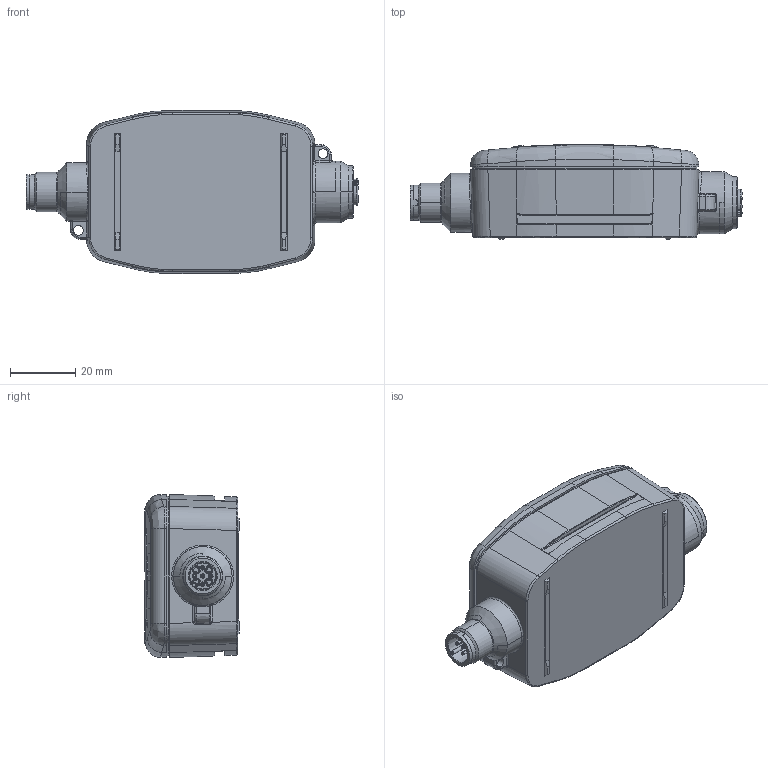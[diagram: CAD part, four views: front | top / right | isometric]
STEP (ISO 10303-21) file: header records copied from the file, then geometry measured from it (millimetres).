
FILE_DESCRIPTION((''),'2;1');
FILE_NAME('ASM0001_ASM','2015-09-24T',('Creinig-se'),(''),'PRO/ENGINEER BY PARAMETRIC TECHNOLOGY CORPORATION, 2013050','PRO/ENGINEER BY PARAMETRIC TECHNOLOGY CORPORATION, 2013050','');
FILE_SCHEMA(('CONFIG_CONTROL_DESIGN'));
Length unit declared in the file: millimetre
Products named in the file (5): DM_CAD-2170_ASM_1_SW0001; DM_CAD-2170_04D2P7; DM_CAD-2170_04D2Q0_LED; DM_CAD-2170_04D2P7_ASM; ASM0001_ASM
Assembly tree (4 placements, depth 3):
  ASM0001_ASM
    DM_CAD-2170_ASM_1_SW0001
    DM_CAD-2170_04D2P7_ASM
      DM_CAD-2170_04D2P7
      DM_CAD-2170_04D2Q0_LED
Bounding box: 101.75 x 29.05 x 50 mm (x, y, z)
Volume: 95124.8 mm3; surface area: 28461.1 mm2
Topology: 4 solids, 4 shells, 779 faces, 1989 edges, 1251 vertices
Faces by surface type: plane 256, cylinder 195, cone 96, torus 83, bspline 82, extrusion 53, sphere 14
Entity records: 32574 total; most frequent: CARTESIAN_POINT 11416, ORIENTED_EDGE 3950, DIRECTION 3469, EDGE_CURVE 1975, AXIS2_PLACEMENT_3D 1312, VERTEX_POINT 1251, VECTOR 845, EDGE_LOOP 840
